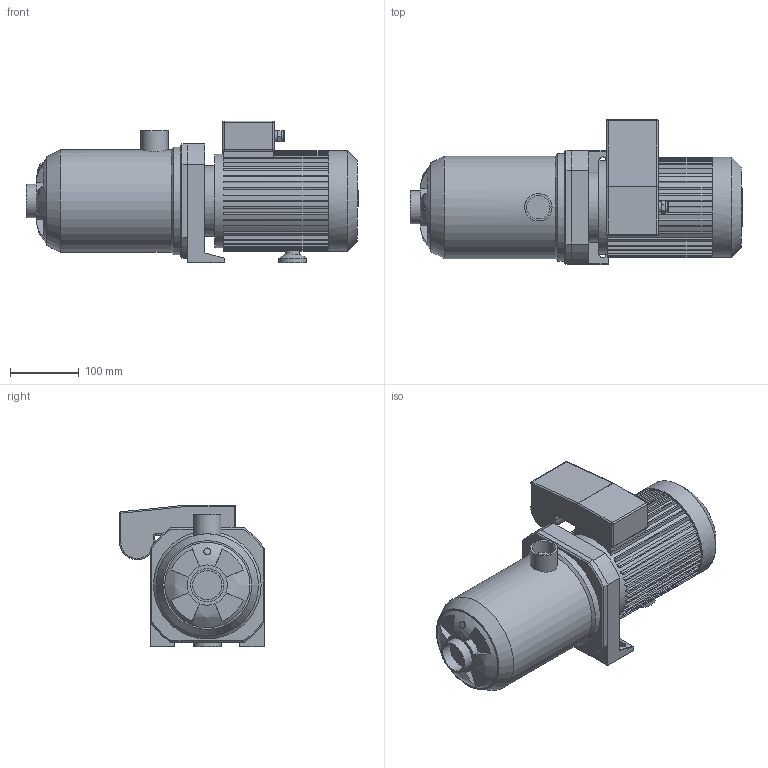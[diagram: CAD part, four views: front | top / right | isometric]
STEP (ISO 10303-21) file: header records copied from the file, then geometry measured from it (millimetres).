
FILE_DESCRIPTION(/* description */ (''),/* implementation_level */ '2;1');
FILE_NAME(/* name */ '3d_MEDANACH1-L.605-1_E_A_10T-4231492.stp',/* time_stamp */ '2020-11-04T13:30:26+01:00',/* author */ ('Andrzej'),/* organization */ (''),/* preprocessor_version */ 'ST-DEVELOPER v16.13',/* originating_system */ 'AutoCAD Mechanical',/* authorisation */ '');
FILE_SCHEMA (('AUTOMOTIVE_DESIGN { 1 0 10303 214 3 1 1 }'));
Length unit declared in the file: millimetre
Products named in the file (1): Product
Bounding box: 482.7 x 210.5 x 206.3 mm (x, y, z)
Volume: 8432525 mm3; surface area: 509936.5 mm2
Topology: 10 solids, 10 shells, 388 faces, 1015 edges, 649 vertices
Faces by surface type: plane 244, cylinder 98, bspline 25, cone 8, sphere 8, torus 5
Full cylindrical faces by diameter (mm): 10 x1, 16 x2, 20 x1, 33.7 x1, 39.7 x1, 40 x1, 42.4 x1, 48.4 x1, 102.2 x1, 136 x1, 146 x1, 149 x1, 156.5 x1
Entity records: 12124 total; most frequent: CARTESIAN_POINT 2584, ORIENTED_EDGE 1974, DIRECTION 1961, EDGE_CURVE 987, AXIS2_PLACEMENT_3D 671, VERTEX_POINT 646, LINE 619, VECTOR 619
